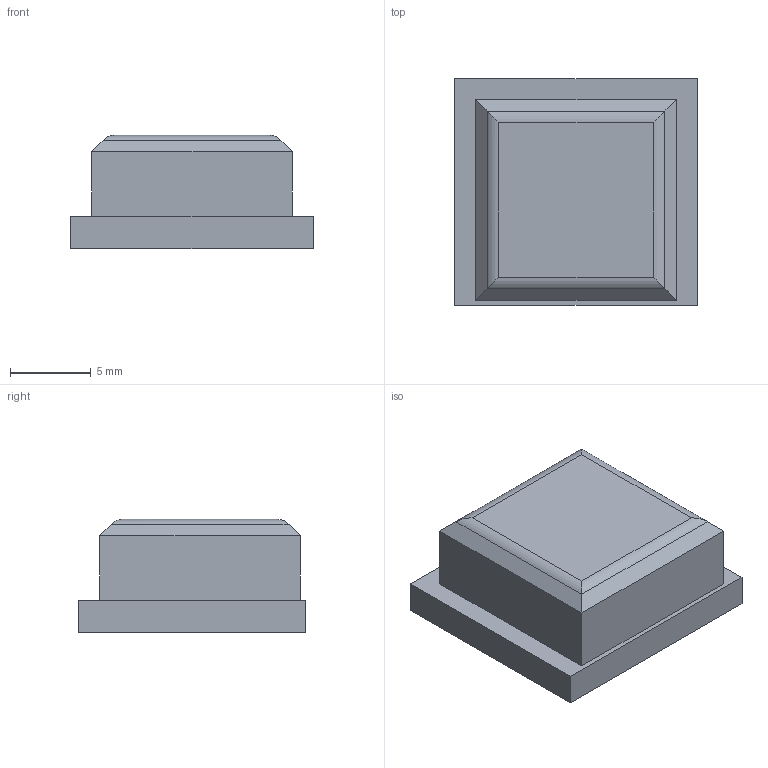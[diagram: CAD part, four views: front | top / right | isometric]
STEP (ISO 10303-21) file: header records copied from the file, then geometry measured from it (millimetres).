
FILE_DESCRIPTION(/* description */ (''),/* implementation_level */ '2;1');
FILE_NAME(/* name */ 'plunge button.step',/* time_stamp */ '2024-10-16T20:54:52+02:00',/* author */ (''),/* organization */ (''),/* preprocessor_version */ 'ST-DEVELOPER v20',/* originating_system */ 'Autodesk Translation Framework v13.20.0.188',/* authorisation */ '');
FILE_SCHEMA (('AUTOMOTIVE_DESIGN { 1 0 10303 214 3 1 1 }'));
Length unit declared in the file: millimetre
Products named in the file (1): portable vpin
Bounding box: 15 x 14 x 7 mm (x, y, z)
Volume: 1164.4 mm3; surface area: 751.4 mm2
Topology: 1 solids, 1 shells, 19 faces, 40 edges, 24 vertices
Faces by surface type: plane 15, cylinder 4
Entity records: 541 total; most frequent: DIRECTION 84, CARTESIAN_POINT 84, ORIENTED_EDGE 80, EDGE_CURVE 40, LINE 36, VECTOR 36, VERTEX_POINT 24, AXIS2_PLACEMENT_3D 24
